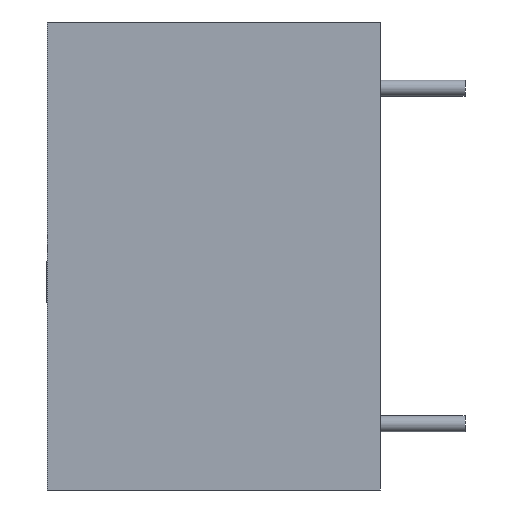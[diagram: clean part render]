
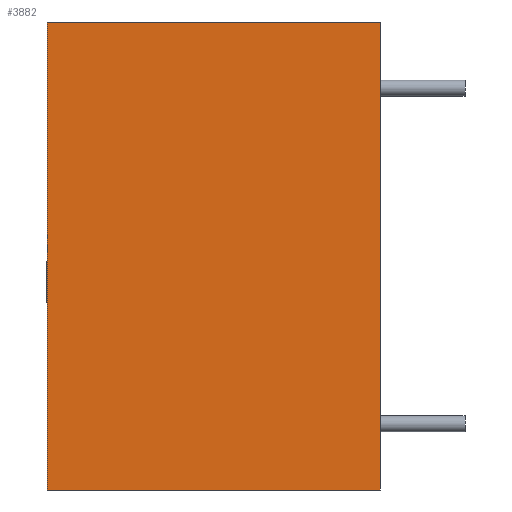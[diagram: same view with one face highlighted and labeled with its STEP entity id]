
A CAD part, left-side view. The second image highlights one B-rep face of the part: STEP entity #3882.
In plain terms, the highlighted planar face has unit normal (-1, 0, 0).
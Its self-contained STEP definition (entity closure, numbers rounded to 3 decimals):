
#542 = DIRECTION ( 'NONE',  ( 0., -1., 0. ) ) ;
#1251 = CARTESIAN_POINT ( 'NONE',  ( -8.85, 12.6, 8.85 ) ) ;
#1360 = LINE ( 'NONE', #13657, #8996 ) ;
#1577 = CARTESIAN_POINT ( 'NONE',  ( -8.85, 12.6, -8.85 ) ) ;
#1681 = DIRECTION ( 'NONE',  ( 0., 0., -1. ) ) ;
#1841 = VERTEX_POINT ( 'NONE', #6755 ) ;
#2868 = ORIENTED_EDGE ( 'NONE', *, *, #13655, .T. ) ;
#3882 = ADVANCED_FACE ( 'NONE', ( #10865 ), #4047, .F. ) ;
#4047 = PLANE ( 'NONE',  #5068 ) ;
#4121 = ORIENTED_EDGE ( 'NONE', *, *, #13167, .F. ) ;
#4152 = VERTEX_POINT ( 'NONE', #7586 ) ;
#4224 = VERTEX_POINT ( 'NONE', #11077 ) ;
#4607 = VECTOR ( 'NONE', #10248, 1000. ) ;
#4697 = LINE ( 'NONE', #13245, #7286 ) ;
#5068 = AXIS2_PLACEMENT_3D ( 'NONE', #6017, #8260, #1681 ) ;
#5808 = ORIENTED_EDGE ( 'NONE', *, *, #6121, .T. ) ;
#6017 = CARTESIAN_POINT ( 'NONE',  ( -8.85, 12.6, 8.85 ) ) ;
#6121 = EDGE_CURVE ( 'NONE', #4224, #1841, #4697, .T. ) ;
#6444 = DIRECTION ( 'NONE',  ( 0., 0., 1. ) ) ;
#6755 = CARTESIAN_POINT ( 'NONE',  ( -8.85, 0., 8.85 ) ) ;
#7286 = VECTOR ( 'NONE', #13337, 1000. ) ;
#7586 = CARTESIAN_POINT ( 'NONE',  ( -8.85, 12.6, -8.85 ) ) ;
#8260 = DIRECTION ( 'NONE',  ( 1., 0., 0. ) ) ;
#8627 = LINE ( 'NONE', #12963, #9653 ) ;
#8996 = VECTOR ( 'NONE', #542, 1000. ) ;
#9653 = VECTOR ( 'NONE', #6444, 1000. ) ;
#9989 = VERTEX_POINT ( 'NONE', #1251 ) ;
#10248 = DIRECTION ( 'NONE',  ( 0., -1., 0. ) ) ;
#10619 = LINE ( 'NONE', #1577, #4607 ) ;
#10865 = FACE_OUTER_BOUND ( 'NONE', #13812, .T. ) ;
#11077 = CARTESIAN_POINT ( 'NONE',  ( -8.85, 0., -8.85 ) ) ;
#11365 = EDGE_CURVE ( 'NONE', #9989, #1841, #1360, .T. ) ;
#11834 = ORIENTED_EDGE ( 'NONE', *, *, #11365, .F. ) ;
#12963 = CARTESIAN_POINT ( 'NONE',  ( -8.85, 12.6, 8.85 ) ) ;
#13167 = EDGE_CURVE ( 'NONE', #4152, #9989, #8627, .T. ) ;
#13245 = CARTESIAN_POINT ( 'NONE',  ( -8.85, 0., 8.85 ) ) ;
#13337 = DIRECTION ( 'NONE',  ( 0., 0., 1. ) ) ;
#13655 = EDGE_CURVE ( 'NONE', #4152, #4224, #10619, .T. ) ;
#13657 = CARTESIAN_POINT ( 'NONE',  ( -8.85, 12.6, 8.85 ) ) ;
#13812 = EDGE_LOOP ( 'NONE', ( #5808, #11834, #4121, #2868 ) ) ;
